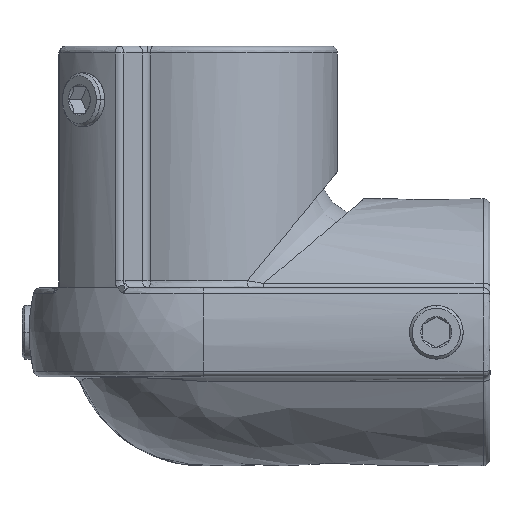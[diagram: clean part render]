
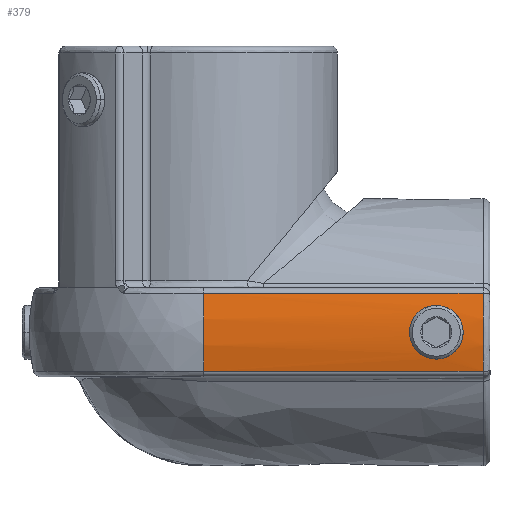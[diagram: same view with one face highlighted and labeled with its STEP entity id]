
A CAD part, left-side view. The second image highlights one B-rep face of the part: STEP entity #379.
In plain terms, the highlighted cylindrical face has radius 30.988 mm (diameter 61.976 mm), a partial arc.
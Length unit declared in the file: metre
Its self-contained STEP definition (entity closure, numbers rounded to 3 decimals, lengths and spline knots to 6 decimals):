
#24=FACE_BOUND('',#647,.T.);
#379=ADVANCED_FACE('',(#512,#24),#3128,.T.);
#512=FACE_OUTER_BOUND('',#646,.T.);
#646=EDGE_LOOP('',(#819,#820,#821,#822));
#647=EDGE_LOOP('',(#823));
#819=ORIENTED_EDGE('',*,*,#1370,.T.);
#820=ORIENTED_EDGE('',*,*,#1371,.T.);
#821=ORIENTED_EDGE('',*,*,#1372,.T.);
#822=ORIENTED_EDGE('',*,*,#1373,.T.);
#823=ORIENTED_EDGE('',*,*,#1374,.T.);
#1370=EDGE_CURVE('',#2650,#2651,#1900,.T.);
#1371=EDGE_CURVE('',#2651,#2652,#2189,.T.);
#1372=EDGE_CURVE('',#2652,#2653,#1901,.T.);
#1373=EDGE_CURVE('',#2653,#2650,#2190,.T.);
#1374=EDGE_CURVE('',#2654,#2654,#1902,.T.);
#1900=B_SPLINE_CURVE_WITH_KNOTS('',1,(#4704,#4705),.UNSPECIFIED.,.F.,.F.,
(2,2),(0.,0.049562),.UNSPECIFIED.);
#1901=B_SPLINE_CURVE_WITH_KNOTS('',1,(#4709,#4710),.UNSPECIFIED.,.F.,.F.,
(2,2),(0.,0.049562),.UNSPECIFIED.);
#1902=B_SPLINE_CURVE_WITH_KNOTS('',3,(#4714,#4715,#4716,#4717,#4718,#4719,
#4720,#4721,#4722,#4723,#4724,#4725,#4726,#4727,#4728,#4729,#4730,#4731,
#4732,#4733,#4734,#4735,#4736,#4737,#4738,#4739,#4740,#4741,#4742,#4743,
#4744,#4745,#4746,#4747,#4748,#4749,#4750,#4751,#4752,#4753,#4754,#4755,
#4756,#4757,#4758,#4759,#4760,#4761,#4762,#4763,#4764,#4765,#4766,#4767,
#4768,#4769,#4770,#4771,#4772,#4773,#4774,#4775,#4776,#4777,#4778,#4779,
#4780,#4781),.UNSPECIFIED.,.T.,.F.,(4,2,2,2,2,2,2,2,2,2,2,2,2,2,2,2,2,2,
2,2,2,2,2,2,2,2,2,2,2,2,2,2,2,4),(0.,0.000938,0.001876,
0.002814,0.003752,0.00469,0.005628,
0.006566,0.007504,0.008442,0.008911,
0.00938,0.010318,0.011256,0.012194,
0.013132,0.01407,0.015008,0.015946,
0.016884,0.017822,0.01876,0.019698,
0.020636,0.021574,0.022512,0.02345,
0.024388,0.025326,0.026264,0.027202,
0.02814,0.029078,0.030016),.UNSPECIFIED.);
#2189=TRIMMED_CURVE($,#2401,(#4707),(#4708),.T.,.CARTESIAN.);
#2190=TRIMMED_CURVE($,#2402,(#4712),(#4713),.T.,.CARTESIAN.);
#2401=CIRCLE('',#3260,0.030988);
#2402=CIRCLE('',#3261,0.030988);
#2650=VERTEX_POINT('',#4699);
#2651=VERTEX_POINT('',#4700);
#2652=VERTEX_POINT('',#4701);
#2653=VERTEX_POINT('',#4702);
#2654=VERTEX_POINT('',#4703);
#3128=CYLINDRICAL_SURFACE('',#3259,0.030988);
#3259=AXIS2_PLACEMENT_3D('',#4698,#3539,$);
#3260=AXIS2_PLACEMENT_3D($,#4706,#3540,#3541);
#3261=AXIS2_PLACEMENT_3D($,#4711,#3542,#3543);
#3539=DIRECTION('',(0.,1.,0.));
#3540=DIRECTION('',(0.,1.,0.));
#3541=DIRECTION('',(-0.975,0.,-0.224));
#3542=DIRECTION('',(0.,-1.,0.));
#3543=DIRECTION('',(-0.975,0.,0.224));
#4698=CARTESIAN_POINT('',(0.,-0.024781,0.));
#4699=CARTESIAN_POINT('',(-0.0302,0.,-0.006945));
#4700=CARTESIAN_POINT('',(-0.0302,-0.049562,-0.006945));
#4701=CARTESIAN_POINT('',(-0.0302,-0.049562,0.006945));
#4702=CARTESIAN_POINT('',(-0.0302,0.,0.006945));
#4703=CARTESIAN_POINT('',(-0.03062,-0.041275,0.004763));
#4704=CARTESIAN_POINT('',(-0.0302,0.,-0.006945));
#4705=CARTESIAN_POINT('',(-0.0302,-0.049562,-0.006945));
#4706=CARTESIAN_POINT('',(0.,-0.049562,0.));
#4707=CARTESIAN_POINT('',(-0.0302,-0.049562,-0.006945));
#4708=CARTESIAN_POINT('',(-0.0302,-0.049562,0.006945));
#4709=CARTESIAN_POINT('',(-0.0302,-0.049562,0.006945));
#4710=CARTESIAN_POINT('',(-0.0302,0.,0.006945));
#4711=CARTESIAN_POINT('',(0.,0.,0.));
#4712=CARTESIAN_POINT('',(-0.0302,0.,0.006945));
#4713=CARTESIAN_POINT('',(-0.0302,0.,-0.006945));
#4714=CARTESIAN_POINT('',(-0.03062,-0.041275,0.004763));
#4715=CARTESIAN_POINT('',(-0.03062,-0.04159,0.004763));
#4716=CARTESIAN_POINT('',(-0.030625,-0.041902,0.004732));
#4717=CARTESIAN_POINT('',(-0.030643,-0.042517,0.004608));
#4718=CARTESIAN_POINT('',(-0.030657,-0.042818,0.004516));
#4719=CARTESIAN_POINT('',(-0.030691,-0.04339,0.004278));
#4720=CARTESIAN_POINT('',(-0.030712,-0.043666,0.004131));
#4721=CARTESIAN_POINT('',(-0.030757,-0.044187,0.003782));
#4722=CARTESIAN_POINT('',(-0.030781,-0.044426,0.003584));
#4723=CARTESIAN_POINT('',(-0.030829,-0.044864,0.003146));
#4724=CARTESIAN_POINT('',(-0.030853,-0.045065,0.002901));
#4725=CARTESIAN_POINT('',(-0.030897,-0.04541,0.002383));
#4726=CARTESIAN_POINT('',(-0.030917,-0.045556,0.00211));
#4727=CARTESIAN_POINT('',(-0.030951,-0.045795,0.001533));
#4728=CARTESIAN_POINT('',(-0.030965,-0.045886,0.00123));
#4729=CARTESIAN_POINT('',(-0.030983,-0.046007,0.00062));
#4730=CARTESIAN_POINT('',(-0.030988,-0.046038,0.000311));
#4731=CARTESIAN_POINT('',(-0.030988,-0.046037,-0.000319));
#4732=CARTESIAN_POINT('',(-0.030983,-0.046006,-0.000629));
#4733=CARTESIAN_POINT('',(-0.030969,-0.045915,-0.001086));
#4734=CARTESIAN_POINT('',(-0.030964,-0.045877,-0.001237));
#4735=CARTESIAN_POINT('',(-0.03095,-0.045786,-0.001536));
#4736=CARTESIAN_POINT('',(-0.030943,-0.045732,-0.001685));
#4737=CARTESIAN_POINT('',(-0.030917,-0.045552,-0.002117));
#4738=CARTESIAN_POINT('',(-0.030897,-0.045406,-0.00239));
#4739=CARTESIAN_POINT('',(-0.030852,-0.04506,-0.002907));
#4740=CARTESIAN_POINT('',(-0.030828,-0.044859,-0.003151));
#4741=CARTESIAN_POINT('',(-0.03078,-0.04442,-0.00359));
#4742=CARTESIAN_POINT('',(-0.030756,-0.04418,-0.003787));
#4743=CARTESIAN_POINT('',(-0.030712,-0.04366,-0.004134));
#4744=CARTESIAN_POINT('',(-0.030691,-0.043383,-0.004282));
#4745=CARTESIAN_POINT('',(-0.030657,-0.042809,-0.004519));
#4746=CARTESIAN_POINT('',(-0.030643,-0.042509,-0.00461));
#4747=CARTESIAN_POINT('',(-0.030625,-0.041894,-0.004733));
#4748=CARTESIAN_POINT('',(-0.03062,-0.041584,-0.004763));
#4749=CARTESIAN_POINT('',(-0.03062,-0.040962,-0.004762));
#4750=CARTESIAN_POINT('',(-0.030625,-0.040646,-0.004731));
#4751=CARTESIAN_POINT('',(-0.030643,-0.040035,-0.004609));
#4752=CARTESIAN_POINT('',(-0.030657,-0.039738,-0.004518));
#4753=CARTESIAN_POINT('',(-0.030691,-0.039162,-0.004279));
#4754=CARTESIAN_POINT('',(-0.030712,-0.038883,-0.00413));
#4755=CARTESIAN_POINT('',(-0.030756,-0.038368,-0.003785));
#4756=CARTESIAN_POINT('',(-0.03078,-0.038128,-0.003588));
#4757=CARTESIAN_POINT('',(-0.030829,-0.037685,-0.003145));
#4758=CARTESIAN_POINT('',(-0.030853,-0.037487,-0.002904));
#4759=CARTESIAN_POINT('',(-0.030897,-0.037143,-0.002388));
#4760=CARTESIAN_POINT('',(-0.030917,-0.036994,-0.00211));
#4761=CARTESIAN_POINT('',(-0.030951,-0.036755,-0.001533));
#4762=CARTESIAN_POINT('',(-0.030965,-0.036665,-0.001236));
#4763=CARTESIAN_POINT('',(-0.030983,-0.036543,-0.000624));
#4764=CARTESIAN_POINT('',(-0.030988,-0.036512,-0.000308));
#4765=CARTESIAN_POINT('',(-0.030988,-0.036513,0.000314));
#4766=CARTESIAN_POINT('',(-0.030983,-0.036543,0.000623));
#4767=CARTESIAN_POINT('',(-0.030965,-0.036666,0.001238));
#4768=CARTESIAN_POINT('',(-0.030951,-0.036757,0.001539));
#4769=CARTESIAN_POINT('',(-0.030917,-0.036995,0.002112));
#4770=CARTESIAN_POINT('',(-0.030897,-0.037143,0.002388));
#4771=CARTESIAN_POINT('',(-0.030852,-0.037491,0.002908));
#4772=CARTESIAN_POINT('',(-0.030828,-0.037688,0.003148));
#4773=CARTESIAN_POINT('',(-0.030781,-0.038126,0.003587));
#4774=CARTESIAN_POINT('',(-0.030756,-0.038371,0.003787));
#4775=CARTESIAN_POINT('',(-0.030712,-0.038888,0.004133));
#4776=CARTESIAN_POINT('',(-0.030691,-0.039162,0.004279));
#4777=CARTESIAN_POINT('',(-0.030657,-0.039738,0.004518));
#4778=CARTESIAN_POINT('',(-0.030643,-0.040041,0.00461));
#4779=CARTESIAN_POINT('',(-0.030625,-0.04065,0.004732));
#4780=CARTESIAN_POINT('',(-0.03062,-0.04096,0.004763));
#4781=CARTESIAN_POINT('',(-0.03062,-0.041275,0.004763));
